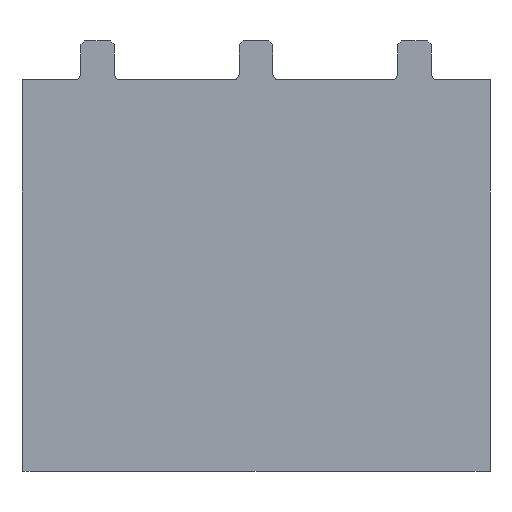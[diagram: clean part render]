
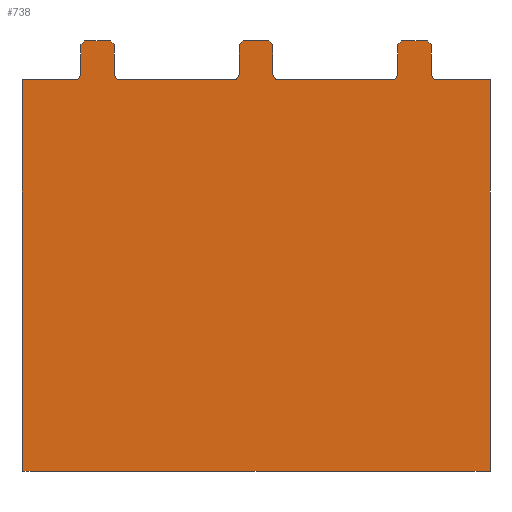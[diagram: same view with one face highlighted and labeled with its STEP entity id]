
A CAD part, front view. The second image highlights one B-rep face of the part: STEP entity #738.
In plain terms, the highlighted planar face has unit normal (0, -1, 0).
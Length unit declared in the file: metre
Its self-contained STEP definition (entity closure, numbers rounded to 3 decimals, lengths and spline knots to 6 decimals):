
#37=CIRCLE('',#806,0.0008);
#38=CIRCLE('',#807,0.0008);
#39=CIRCLE('',#808,0.0008);
#40=CIRCLE('',#809,0.0008);
#41=CIRCLE('',#810,0.0008);
#42=CIRCLE('',#811,0.0008);
#55=ORIENTED_EDGE('',*,*,#263,.F.);
#56=ORIENTED_EDGE('',*,*,#264,.T.);
#57=ORIENTED_EDGE('',*,*,#265,.F.);
#58=ORIENTED_EDGE('',*,*,#266,.T.);
#59=ORIENTED_EDGE('',*,*,#267,.T.);
#60=ORIENTED_EDGE('',*,*,#268,.T.);
#61=ORIENTED_EDGE('',*,*,#269,.F.);
#62=ORIENTED_EDGE('',*,*,#270,.T.);
#63=ORIENTED_EDGE('',*,*,#271,.F.);
#64=ORIENTED_EDGE('',*,*,#272,.T.);
#65=ORIENTED_EDGE('',*,*,#273,.F.);
#66=ORIENTED_EDGE('',*,*,#274,.T.);
#67=ORIENTED_EDGE('',*,*,#275,.T.);
#68=ORIENTED_EDGE('',*,*,#276,.T.);
#69=ORIENTED_EDGE('',*,*,#277,.F.);
#70=ORIENTED_EDGE('',*,*,#278,.T.);
#71=ORIENTED_EDGE('',*,*,#279,.F.);
#72=ORIENTED_EDGE('',*,*,#280,.T.);
#73=ORIENTED_EDGE('',*,*,#281,.F.);
#74=ORIENTED_EDGE('',*,*,#282,.T.);
#75=ORIENTED_EDGE('',*,*,#283,.T.);
#76=ORIENTED_EDGE('',*,*,#284,.T.);
#77=ORIENTED_EDGE('',*,*,#285,.F.);
#78=ORIENTED_EDGE('',*,*,#286,.F.);
#79=ORIENTED_EDGE('',*,*,#287,.T.);
#80=ORIENTED_EDGE('',*,*,#288,.T.);
#81=ORIENTED_EDGE('',*,*,#289,.F.);
#82=ORIENTED_EDGE('',*,*,#290,.T.);
#263=EDGE_CURVE('',#367,#368,#435,.T.);
#264=EDGE_CURVE('',#367,#369,#436,.F.);
#265=EDGE_CURVE('',#370,#369,#437,.T.);
#266=EDGE_CURVE('',#370,#371,#438,.T.);
#267=EDGE_CURVE('',#371,#372,#439,.T.);
#268=EDGE_CURVE('',#372,#373,#37,.T.);
#269=EDGE_CURVE('',#374,#373,#440,.T.);
#270=EDGE_CURVE('',#374,#375,#38,.T.);
#271=EDGE_CURVE('',#376,#375,#441,.T.);
#272=EDGE_CURVE('',#376,#377,#442,.F.);
#273=EDGE_CURVE('',#378,#377,#443,.T.);
#274=EDGE_CURVE('',#378,#379,#444,.T.);
#275=EDGE_CURVE('',#379,#380,#445,.T.);
#276=EDGE_CURVE('',#380,#381,#39,.T.);
#277=EDGE_CURVE('',#382,#381,#446,.T.);
#278=EDGE_CURVE('',#382,#383,#40,.T.);
#279=EDGE_CURVE('',#384,#383,#447,.T.);
#280=EDGE_CURVE('',#384,#385,#448,.F.);
#281=EDGE_CURVE('',#386,#385,#449,.T.);
#282=EDGE_CURVE('',#386,#387,#450,.T.);
#283=EDGE_CURVE('',#387,#388,#451,.T.);
#284=EDGE_CURVE('',#388,#389,#41,.T.);
#285=EDGE_CURVE('',#390,#389,#452,.T.);
#286=EDGE_CURVE('',#391,#390,#453,.T.);
#287=EDGE_CURVE('',#391,#392,#454,.T.);
#288=EDGE_CURVE('',#392,#393,#455,.T.);
#289=EDGE_CURVE('',#394,#393,#456,.T.);
#290=EDGE_CURVE('',#394,#368,#42,.T.);
#367=VERTEX_POINT('',#1112);
#368=VERTEX_POINT('',#1113);
#369=VERTEX_POINT('',#1115);
#370=VERTEX_POINT('',#1117);
#371=VERTEX_POINT('',#1119);
#372=VERTEX_POINT('',#1121);
#373=VERTEX_POINT('',#1123);
#374=VERTEX_POINT('',#1125);
#375=VERTEX_POINT('',#1127);
#376=VERTEX_POINT('',#1129);
#377=VERTEX_POINT('',#1131);
#378=VERTEX_POINT('',#1133);
#379=VERTEX_POINT('',#1135);
#380=VERTEX_POINT('',#1137);
#381=VERTEX_POINT('',#1139);
#382=VERTEX_POINT('',#1141);
#383=VERTEX_POINT('',#1143);
#384=VERTEX_POINT('',#1145);
#385=VERTEX_POINT('',#1147);
#386=VERTEX_POINT('',#1149);
#387=VERTEX_POINT('',#1151);
#388=VERTEX_POINT('',#1153);
#389=VERTEX_POINT('',#1155);
#390=VERTEX_POINT('',#1157);
#391=VERTEX_POINT('',#1159);
#392=VERTEX_POINT('',#1161);
#393=VERTEX_POINT('',#1163);
#394=VERTEX_POINT('',#1165);
#435=LINE('',#1111,#515);
#436=LINE('',#1114,#516);
#437=LINE('',#1116,#517);
#438=LINE('',#1118,#518);
#439=LINE('',#1120,#519);
#440=LINE('',#1124,#520);
#441=LINE('',#1128,#521);
#442=LINE('',#1130,#522);
#443=LINE('',#1132,#523);
#444=LINE('',#1134,#524);
#445=LINE('',#1136,#525);
#446=LINE('',#1140,#526);
#447=LINE('',#1144,#527);
#448=LINE('',#1146,#528);
#449=LINE('',#1148,#529);
#450=LINE('',#1150,#530);
#451=LINE('',#1152,#531);
#452=LINE('',#1156,#532);
#453=LINE('',#1158,#533);
#454=LINE('',#1160,#534);
#455=LINE('',#1162,#535);
#456=LINE('',#1164,#536);
#515=VECTOR('',#883,1.);
#516=VECTOR('',#884,1.);
#517=VECTOR('',#885,1.);
#518=VECTOR('',#886,1.);
#519=VECTOR('',#887,1.);
#520=VECTOR('',#890,1.);
#521=VECTOR('',#893,1.);
#522=VECTOR('',#894,1.);
#523=VECTOR('',#895,1.);
#524=VECTOR('',#896,1.);
#525=VECTOR('',#897,1.);
#526=VECTOR('',#900,1.);
#527=VECTOR('',#903,1.);
#528=VECTOR('',#904,1.);
#529=VECTOR('',#905,1.);
#530=VECTOR('',#906,1.);
#531=VECTOR('',#907,1.);
#532=VECTOR('',#910,1.);
#533=VECTOR('',#911,1.);
#534=VECTOR('',#912,1.);
#535=VECTOR('',#913,1.);
#536=VECTOR('',#914,1.);
#595=EDGE_LOOP('',(#55,#56,#57,#58,#59,#60,#61,#62,#63,#64,#65,#66,#67,
#68,#69,#70,#71,#72,#73,#74,#75,#76,#77,#78,#79,#80,#81,#82));
#649=FACE_BOUND('',#595,.T.);
#703=PLANE('',#805);
#738=ADVANCED_FACE('',(#649),#703,.F.);
#805=AXIS2_PLACEMENT_3D('',#1110,#881,#882);
#806=AXIS2_PLACEMENT_3D('',#1122,#888,#889);
#807=AXIS2_PLACEMENT_3D('',#1126,#891,#892);
#808=AXIS2_PLACEMENT_3D('',#1138,#898,#899);
#809=AXIS2_PLACEMENT_3D('',#1142,#901,#902);
#810=AXIS2_PLACEMENT_3D('',#1154,#908,#909);
#811=AXIS2_PLACEMENT_3D('',#1166,#915,#916);
#881=DIRECTION('',(0.,1.,0.));
#882=DIRECTION('',(1.,0.,0.));
#883=DIRECTION('',(0.,0.,-1.));
#884=DIRECTION('',(0.707,0.,-0.707));
#885=DIRECTION('',(1.,0.,0.));
#886=DIRECTION('',(-0.707,0.,-0.707));
#887=DIRECTION('',(0.,0.,-1.));
#888=DIRECTION('',(0.,1.,0.));
#889=DIRECTION('',(1.,0.,0.));
#890=DIRECTION('',(1.,0.,0.));
#891=DIRECTION('',(0.,1.,0.));
#892=DIRECTION('',(1.,0.,0.));
#893=DIRECTION('',(0.,0.,-1.));
#894=DIRECTION('',(0.707,0.,-0.707));
#895=DIRECTION('',(1.,0.,0.));
#896=DIRECTION('',(-0.707,0.,-0.707));
#897=DIRECTION('',(0.,0.,-1.));
#898=DIRECTION('',(0.,1.,0.));
#899=DIRECTION('',(1.,0.,0.));
#900=DIRECTION('',(1.,0.,0.));
#901=DIRECTION('',(0.,1.,0.));
#902=DIRECTION('',(1.,0.,0.));
#903=DIRECTION('',(0.,0.,-1.));
#904=DIRECTION('',(0.707,0.,-0.707));
#905=DIRECTION('',(1.,0.,0.));
#906=DIRECTION('',(-0.707,0.,-0.707));
#907=DIRECTION('',(0.,0.,-1.));
#908=DIRECTION('',(0.,1.,0.));
#909=DIRECTION('',(1.,0.,0.));
#910=DIRECTION('',(1.,0.,0.));
#911=DIRECTION('',(0.,0.,1.));
#912=DIRECTION('',(1.,0.,0.));
#913=DIRECTION('',(0.,0.,1.));
#914=DIRECTION('',(1.,0.,0.));
#915=DIRECTION('',(0.,1.,0.));
#916=DIRECTION('',(1.,0.,0.));
#1110=CARTESIAN_POINT('',(0.0299,0.,-0.025));
#1111=CARTESIAN_POINT('',(0.0523,0.,0.005));
#1112=CARTESIAN_POINT('',(0.0523,0.,0.0045));
#1113=CARTESIAN_POINT('',(0.0523,0.,0.0008));
#1114=CARTESIAN_POINT('',(0.0523,0.,0.0045));
#1115=CARTESIAN_POINT('',(0.0518,0.,0.005));
#1116=CARTESIAN_POINT('',(0.0299,0.,0.005));
#1117=CARTESIAN_POINT('',(0.0485,0.,0.005));
#1118=CARTESIAN_POINT('',(0.0485,0.,0.005));
#1119=CARTESIAN_POINT('',(0.048,0.,0.0045));
#1120=CARTESIAN_POINT('',(0.048,0.,0.005));
#1121=CARTESIAN_POINT('',(0.048,0.,0.0008));
#1122=CARTESIAN_POINT('',(0.0472,0.,0.0008));
#1123=CARTESIAN_POINT('',(0.0472,0.,0.));
#1124=CARTESIAN_POINT('',(0.0299,0.,0.));
#1125=CARTESIAN_POINT('',(0.03285,0.,0.));
#1126=CARTESIAN_POINT('',(0.03285,0.,0.0008));
#1127=CARTESIAN_POINT('',(0.03205,0.,0.0008));
#1128=CARTESIAN_POINT('',(0.03205,0.,0.005));
#1129=CARTESIAN_POINT('',(0.03205,0.,0.0045));
#1130=CARTESIAN_POINT('',(0.03205,0.,0.0045));
#1131=CARTESIAN_POINT('',(0.03155,0.,0.005));
#1132=CARTESIAN_POINT('',(0.0299,0.,0.005));
#1133=CARTESIAN_POINT('',(0.02825,0.,0.005));
#1134=CARTESIAN_POINT('',(0.02825,0.,0.005));
#1135=CARTESIAN_POINT('',(0.02775,0.,0.0045));
#1136=CARTESIAN_POINT('',(0.02775,0.,0.005));
#1137=CARTESIAN_POINT('',(0.02775,0.,0.0008));
#1138=CARTESIAN_POINT('',(0.02695,0.,0.0008));
#1139=CARTESIAN_POINT('',(0.02695,0.,0.));
#1140=CARTESIAN_POINT('',(0.0299,0.,0.));
#1141=CARTESIAN_POINT('',(0.0126,0.,0.));
#1142=CARTESIAN_POINT('',(0.0126,0.,0.0008));
#1143=CARTESIAN_POINT('',(0.0118,0.,0.0008));
#1144=CARTESIAN_POINT('',(0.0118,0.,0.005));
#1145=CARTESIAN_POINT('',(0.0118,0.,0.0045));
#1146=CARTESIAN_POINT('',(0.0118,0.,0.0045));
#1147=CARTESIAN_POINT('',(0.0113,0.,0.005));
#1148=CARTESIAN_POINT('',(0.0299,0.,0.005));
#1149=CARTESIAN_POINT('',(0.008,0.,0.005));
#1150=CARTESIAN_POINT('',(0.008,0.,0.005));
#1151=CARTESIAN_POINT('',(0.0075,0.,0.0045));
#1152=CARTESIAN_POINT('',(0.0075,0.,0.005));
#1153=CARTESIAN_POINT('',(0.0075,0.,0.0008));
#1154=CARTESIAN_POINT('',(0.0067,0.,0.0008));
#1155=CARTESIAN_POINT('',(0.0067,0.,0.));
#1156=CARTESIAN_POINT('',(0.0299,0.,0.));
#1157=CARTESIAN_POINT('',(0.,0.,0.));
#1158=CARTESIAN_POINT('',(0.,0.,-0.025));
#1159=CARTESIAN_POINT('',(0.,0.,-0.05));
#1160=CARTESIAN_POINT('',(0.0299,0.,-0.05));
#1161=CARTESIAN_POINT('',(0.0598,0.,-0.05));
#1162=CARTESIAN_POINT('',(0.0598,0.,-0.025));
#1163=CARTESIAN_POINT('',(0.0598,0.,0.));
#1164=CARTESIAN_POINT('',(0.0299,0.,0.));
#1165=CARTESIAN_POINT('',(0.0531,0.,0.));
#1166=CARTESIAN_POINT('',(0.0531,0.,0.0008));
